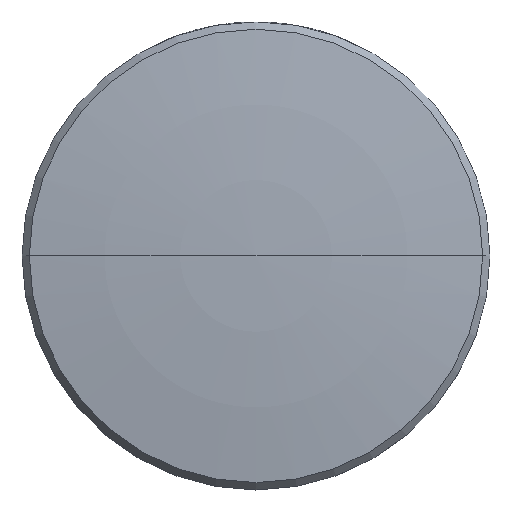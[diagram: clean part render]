
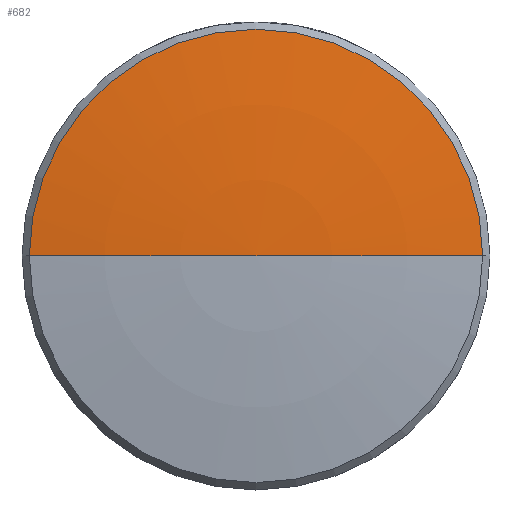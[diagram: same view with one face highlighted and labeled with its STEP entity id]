
A CAD part, top view. The second image highlights one B-rep face of the part: STEP entity #682.
In plain terms, the highlighted toroidal (fillet/blend) face has major radius 0.002 mm and minor radius 46.01 mm.
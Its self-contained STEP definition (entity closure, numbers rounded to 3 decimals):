
#14 = EDGE_CURVE ( 'NONE', #1184, #1781, #1713, .T. ) ;
#53 = CARTESIAN_POINT ( 'NONE',  ( -5.765, 13.798, -34.156 ) ) ;
#105 = DIRECTION ( 'NONE',  ( -1., 0., 0. ) ) ;
#307 = CARTESIAN_POINT ( 'NONE',  ( -5.767, 13.798, -34.156 ) ) ;
#354 = EDGE_LOOP ( 'NONE', ( #2295, #539, #2090 ) ) ;
#474 = DIRECTION ( 'NONE',  ( 0., -1., 0. ) ) ;
#539 = ORIENTED_EDGE ( 'NONE', *, *, #14, .T. ) ;
#560 = AXIS2_PLACEMENT_3D ( 'NONE', #307, #2241, #105 ) ;
#567 = DIRECTION ( 'NONE',  ( -1., 0., 0. ) ) ;
#568 = CIRCLE ( 'NONE', #1518, 46.01 ) ;
#674 = DIRECTION ( 'NONE',  ( 1., 0., 0. ) ) ;
#682 = ADVANCED_FACE ( 'NONE', ( #1380 ), #1170, .T. ) ;
#735 = AXIS2_PLACEMENT_3D ( 'NONE', #53, #1020, #674 ) ;
#756 = CARTESIAN_POINT ( 'NONE',  ( 0.387, 13.798, 11.441 ) ) ;
#921 = EDGE_CURVE ( 'NONE', #1263, #1781, #568, .T. ) ;
#1004 = DIRECTION ( 'NONE',  ( 0., 0., -1. ) ) ;
#1020 = DIRECTION ( 'NONE',  ( 0., 0., 1. ) ) ;
#1170 = TOROIDAL_SURFACE ( 'NONE', #735, 0.002, 46.01 ) ;
#1184 = VERTEX_POINT ( 'NONE', #1609 ) ;
#1263 = VERTEX_POINT ( 'NONE', #756 ) ;
#1380 = FACE_OUTER_BOUND ( 'NONE', #354, .T. ) ;
#1518 = AXIS2_PLACEMENT_3D ( 'NONE', #1885, #474, #1004 ) ;
#1609 = CARTESIAN_POINT ( 'NONE',  ( -11.918, 13.798, 11.441 ) ) ;
#1630 = CARTESIAN_POINT ( 'NONE',  ( -5.765, 13.798, 11.441 ) ) ;
#1713 = CIRCLE ( 'NONE', #560, 46.01 ) ;
#1781 = VERTEX_POINT ( 'NONE', #2044 ) ;
#1885 = CARTESIAN_POINT ( 'NONE',  ( -5.763, 13.798, -34.156 ) ) ;
#1915 = AXIS2_PLACEMENT_3D ( 'NONE', #1630, #2299, #567 ) ;
#1999 = CIRCLE ( 'NONE', #1915, 6.152 ) ;
#2042 = EDGE_CURVE ( 'NONE', #1263, #1184, #1999, .T. ) ;
#2044 = CARTESIAN_POINT ( 'NONE',  ( -5.765, 13.798, 11.854 ) ) ;
#2090 = ORIENTED_EDGE ( 'NONE', *, *, #921, .F. ) ;
#2241 = DIRECTION ( 'NONE',  ( 0., 1., 0. ) ) ;
#2295 = ORIENTED_EDGE ( 'NONE', *, *, #2042, .T. ) ;
#2299 = DIRECTION ( 'NONE',  ( 0., 0., 1. ) ) ;
